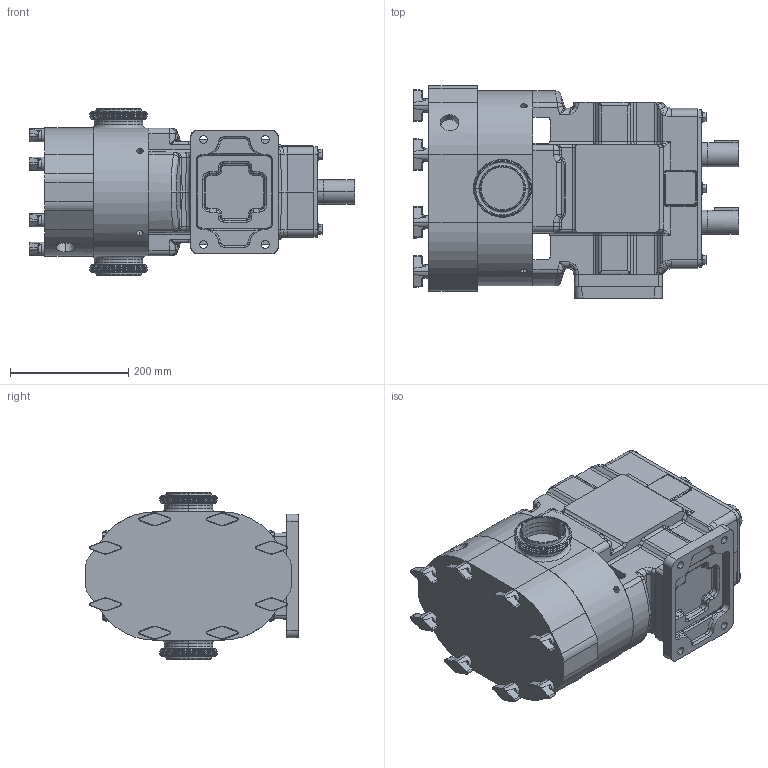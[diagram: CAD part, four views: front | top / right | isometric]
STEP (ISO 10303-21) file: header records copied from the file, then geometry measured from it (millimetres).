
FILE_DESCRIPTION (( 'STEP AP214' ), '1' );
FILE_NAME ('TRA10-1300-030.STEP', '2024-04-11T20:28:19', ( '' ), ( '' ), 'SwSTEP 2.0', 'SolidWorks 2022', '' );
FILE_SCHEMA (( 'AUTOMOTIVE_DESIGN' ));
Length unit declared in the file: inch
Products named in the file (5): TRA10-1300-BODY; TRA10-1300-030; TRA10-0600-GEARBOX-H; TRA10-0600-COVER-JACKET; 1300RJT30
Assembly tree (5 placements, depth 2):
  TRA10-1300-030
    TRA10-0600-GEARBOX-H
    TRA10-1300-BODY
    TRA10-0600-COVER-JACKET
    1300RJT30  x2
Bounding box: 551.8 x 359.54 x 282.45 mm (x, y, z)
Volume: 24215716.2 mm3; surface area: 953084.4 mm2
Topology: 5 solids, 5 shells, 1138 faces, 2731 edges, 1608 vertices
Faces by surface type: cylinder 378, plane 288, bspline 206, torus 132, cone 118, sphere 16
Entity records: 40175 total; most frequent: CARTESIAN_POINT 16951, ORIENTED_EDGE 5174, DIRECTION 4495, EDGE_CURVE 2587, AXIS2_PLACEMENT_3D 1752, VERTEX_POINT 1550, EDGE_LOOP 1133, FACE_OUTER_BOUND 1084
